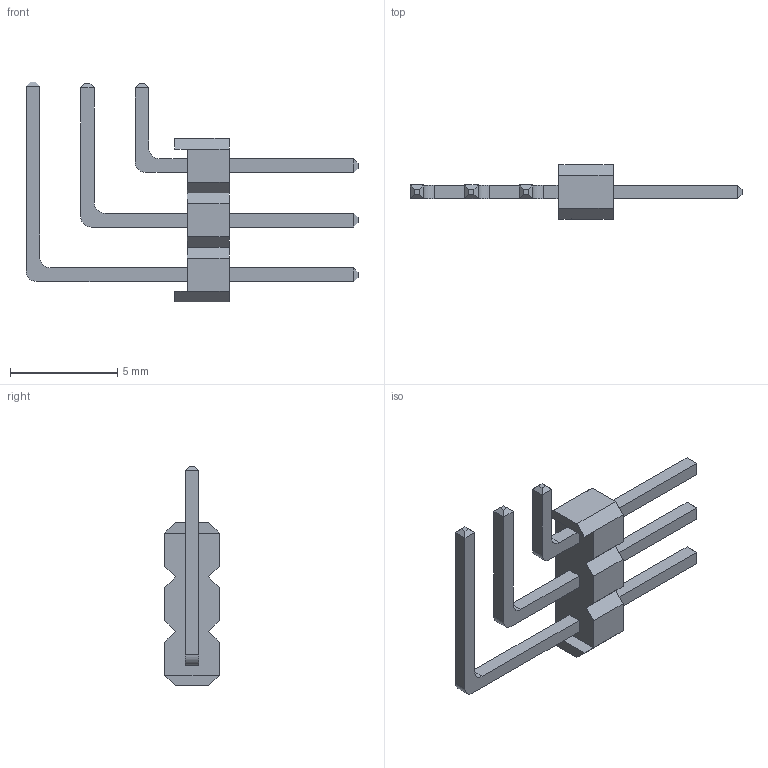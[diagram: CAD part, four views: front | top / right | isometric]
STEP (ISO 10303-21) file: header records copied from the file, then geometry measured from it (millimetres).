
FILE_DESCRIPTION (( 'STEP AP214' ), '1' );
FILE_NAME ('User Library-3X1header2.54MM-3.STEP', '2020-02-21T04:07:16', ( '' ), ( '' ), 'SwSTEP 2.0', 'SolidWorks 2019', '' );
FILE_SCHEMA (( 'AUTOMOTIVE_DESIGN' ));
Length unit declared in the file: millimetre
Products named in the file (1): User Library-3X1header2.54MM-3
Bounding box: 15.46 x 2.54 x 10.24 mm (x, y, z)
Volume: 56.6 mm3; surface area: 210.5 mm2
Topology: 1 solids, 1 shells, 92 faces, 224 edges, 140 vertices
Faces by surface type: plane 86, cylinder 6
Entity records: 3662 total; most frequent: CARTESIAN_POINT 457, ORIENTED_EDGE 448, DIRECTION 422, EDGE_CURVE 224, VECTOR 212, LINE 212, VERTEX_POINT 140, AXIS2_PLACEMENT_3D 105
